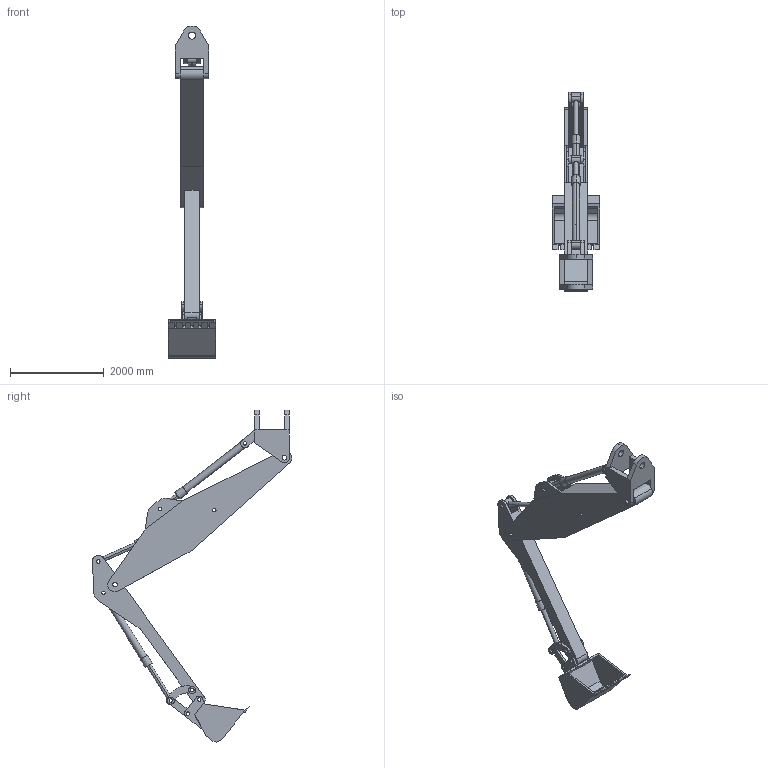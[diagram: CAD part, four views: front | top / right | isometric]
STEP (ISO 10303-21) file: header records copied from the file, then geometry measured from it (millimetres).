
FILE_DESCRIPTION (( 'STEP AP203' ), '1' );
FILE_NAME ('backhoe_assembly.STEP', '2025-10-12T02:23:37', ( '' ), ( '' ), 'SwSTEP 2.0', 'SolidWorks 2023', '' );
FILE_SCHEMA (( 'CONFIG_CONTROL_DESIGN' ));
Length unit declared in the file: millimetre
Products named in the file (9): bucket; arm2; rod2; arm; base; rod; backhoe_assembly; rod3; joint
Assembly tree (13 placements, depth 2):
  backhoe_assembly
    base
    arm
    arm2
    rod  x3
    rod2  x3
    bucket
    joint
    rod3  x2
Bounding box: 1006 x 4264.47 x 7100.74 mm (x, y, z)
Volume: 1352390188.1 mm3; surface area: 46327420.5 mm2
Topology: 13 solids, 13 shells, 345 faces, 892 edges, 586 vertices
Faces by surface type: cylinder 176, plane 169
Entity records: 10427 total; most frequent: CARTESIAN_POINT 1859, DIRECTION 1634, ORIENTED_EDGE 1508, EDGE_CURVE 754, AXIS2_PLACEMENT_3D 587, VERTEX_POINT 494, VECTOR 460, LINE 460
